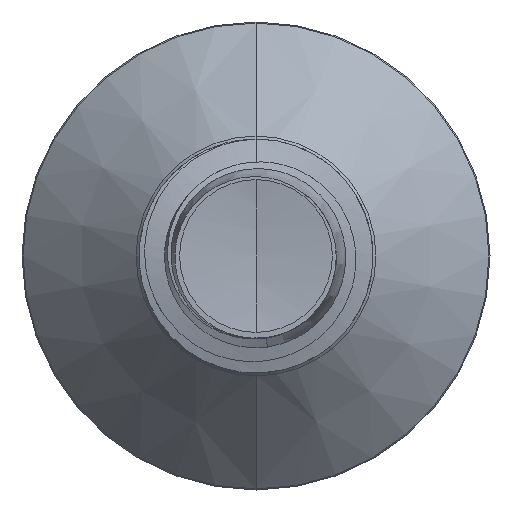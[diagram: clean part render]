
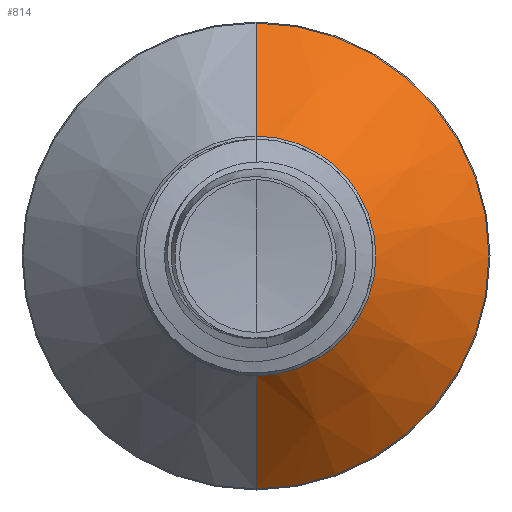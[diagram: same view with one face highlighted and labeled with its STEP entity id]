
A CAD part, front view. The second image highlights one B-rep face of the part: STEP entity #814.
In plain terms, the highlighted conical face has half-angle 45 degrees and reference radius 2.563 mm.
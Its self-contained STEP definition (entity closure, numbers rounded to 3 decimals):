
#749 = ORIENTED_EDGE ( 'NONE', *, *, #9057, .T. ) ;
#814 = ADVANCED_FACE ( 'NONE', ( #5674 ), #11857, .T. ) ;
#1259 = VERTEX_POINT ( 'NONE', #16162 ) ;
#1555 = VERTEX_POINT ( 'NONE', #7270 ) ;
#2586 = ORIENTED_EDGE ( 'NONE', *, *, #9524, .T. ) ;
#3180 = EDGE_CURVE ( 'NONE', #5892, #5157, #12006, .T. ) ;
#3673 = CIRCLE ( 'NONE', #15615, 4.978 ) ;
#4300 = DIRECTION ( 'NONE',  ( 0., 0.707, -0.707 ) ) ;
#4492 = VECTOR ( 'NONE', #4300, 1000. ) ;
#4759 = DIRECTION ( 'NONE',  ( 0., 1., 0. ) ) ;
#4931 = EDGE_CURVE ( 'NONE', #5157, #1259, #3673, .T. ) ;
#5157 = VERTEX_POINT ( 'NONE', #15044 ) ;
#5365 = AXIS2_PLACEMENT_3D ( 'NONE', #12710, #4759, #14034 ) ;
#5466 = ORIENTED_EDGE ( 'NONE', *, *, #3180, .F. ) ;
#5674 = FACE_OUTER_BOUND ( 'NONE', #16289, .T. ) ;
#5783 = VECTOR ( 'NONE', #16890, 1000. ) ;
#5892 = VERTEX_POINT ( 'NONE', #13379 ) ;
#7083 = CARTESIAN_POINT ( 'NONE',  ( 0., 7.228, 0. ) ) ;
#7270 = CARTESIAN_POINT ( 'NONE',  ( 0., 4.813, -2.563 ) ) ;
#8404 = DIRECTION ( 'NONE',  ( 0., 0., 1. ) ) ;
#9057 = EDGE_CURVE ( 'NONE', #1555, #1259, #14658, .T. ) ;
#9524 = EDGE_CURVE ( 'NONE', #5892, #1555, #13436, .T. ) ;
#10308 = DIRECTION ( 'NONE',  ( 0., 1., 0. ) ) ;
#10329 = DIRECTION ( 'NONE',  ( 0., 0., 1. ) ) ;
#10430 = CARTESIAN_POINT ( 'NONE',  ( 0., 4.813, 2.563 ) ) ;
#10492 = CARTESIAN_POINT ( 'NONE',  ( 0., 4.813, 0. ) ) ;
#11857 = CONICAL_SURFACE ( 'NONE', #13056, 2.563, 0.785 ) ;
#12006 = LINE ( 'NONE', #10430, #5783 ) ;
#12253 = CARTESIAN_POINT ( 'NONE',  ( 0., 4.813, -2.563 ) ) ;
#12710 = CARTESIAN_POINT ( 'NONE',  ( 0., 4.813, 0. ) ) ;
#13056 = AXIS2_PLACEMENT_3D ( 'NONE', #10492, #10308, #10329 ) ;
#13379 = CARTESIAN_POINT ( 'NONE',  ( 0., 4.813, 2.563 ) ) ;
#13436 = CIRCLE ( 'NONE', #5365, 2.563 ) ;
#14034 = DIRECTION ( 'NONE',  ( 0., 0., 1. ) ) ;
#14658 = LINE ( 'NONE', #12253, #4492 ) ;
#15044 = CARTESIAN_POINT ( 'NONE',  ( 0., 7.228, 4.978 ) ) ;
#15615 = AXIS2_PLACEMENT_3D ( 'NONE', #7083, #16231, #8404 ) ;
#16162 = CARTESIAN_POINT ( 'NONE',  ( 0., 7.228, -4.978 ) ) ;
#16231 = DIRECTION ( 'NONE',  ( 0., 1., 0. ) ) ;
#16289 = EDGE_LOOP ( 'NONE', ( #2586, #749, #16367, #5466 ) ) ;
#16367 = ORIENTED_EDGE ( 'NONE', *, *, #4931, .F. ) ;
#16890 = DIRECTION ( 'NONE',  ( 0., 0.707, 0.707 ) ) ;
